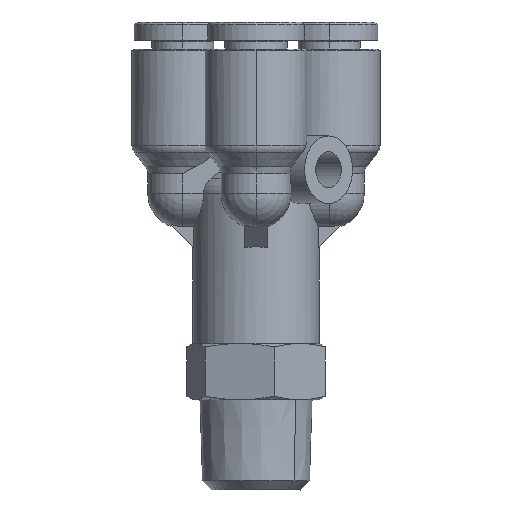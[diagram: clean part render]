
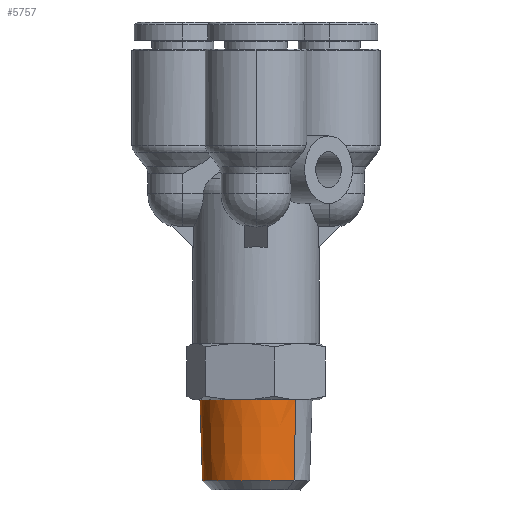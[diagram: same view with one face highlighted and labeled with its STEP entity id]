
A CAD part, front view. The second image highlights one B-rep face of the part: STEP entity #5757.
In plain terms, the highlighted conical face has half-angle 1.79 degrees and reference radius 4.865 mm.
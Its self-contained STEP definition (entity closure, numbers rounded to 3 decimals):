
#5716=CARTESIAN_POINT('',(27.368,0.,-21.976));
#5717=DIRECTION('',(-1.0,0.,0.));
#5718=DIRECTION('',(0.,0.707,-0.707));
#5719=AXIS2_PLACEMENT_3D('',#5716,#5717,#5718);
#5720=CONICAL_SURFACE('',#5719,4.865,1.79);
#5721=CARTESIAN_POINT('',(30.568,3.369,-25.346));
#5722=VERTEX_POINT('',#5721);
#5723=CARTESIAN_POINT('',(23.368,3.528,-25.505));
#5724=VERTEX_POINT('',#5723);
#5725=CARTESIAN_POINT('',(30.568,3.369,-25.346));
#5726=DIRECTION('',(-1.,0.022,-0.022));
#5727=VECTOR('',#5726,7.204);
#5728=LINE('',#5725,#5727);
#5729=EDGE_CURVE('',#5722,#5724,#5728,.T.);
#5730=ORIENTED_EDGE('',*,*,#5729,.F.);
#5731=CARTESIAN_POINT('',(30.568,-3.369,-18.607));
#5732=VERTEX_POINT('',#5731);
#5733=CARTESIAN_POINT('',(30.568,0.,-21.976));
#5734=DIRECTION('',(1.,0.,0.));
#5735=DIRECTION('',(0.,-0.707,0.707));
#5736=AXIS2_PLACEMENT_3D('',#5733,#5734,#5735);
#5737=CIRCLE('',#5736,4.765);
#5738=EDGE_CURVE('',#5732,#5722,#5737,.T.);
#5739=ORIENTED_EDGE('',*,*,#5738,.F.);
#5740=CARTESIAN_POINT('',(23.368,-3.528,-18.448));
#5741=VERTEX_POINT('',#5740);
#5742=CARTESIAN_POINT('',(23.368,-3.528,-18.448));
#5743=DIRECTION('',(1.,0.022,-0.022));
#5744=VECTOR('',#5743,7.204);
#5745=LINE('',#5742,#5744);
#5746=EDGE_CURVE('',#5741,#5732,#5745,.T.);
#5747=ORIENTED_EDGE('',*,*,#5746,.F.);
#5748=CARTESIAN_POINT('',(23.368,0.,-21.976));
#5749=DIRECTION('',(-1.0,0.,0.));
#5750=DIRECTION('',(0.,0.707,-0.707));
#5751=AXIS2_PLACEMENT_3D('',#5748,#5749,#5750);
#5752=CIRCLE('',#5751,4.99);
#5753=EDGE_CURVE('',#5724,#5741,#5752,.T.);
#5754=ORIENTED_EDGE('',*,*,#5753,.F.);
#5755=EDGE_LOOP('',(#5730,#5739,#5747,#5754));
#5756=FACE_OUTER_BOUND('',#5755,.T.);
#5757=ADVANCED_FACE('',(#5756),#5720,.T.);
